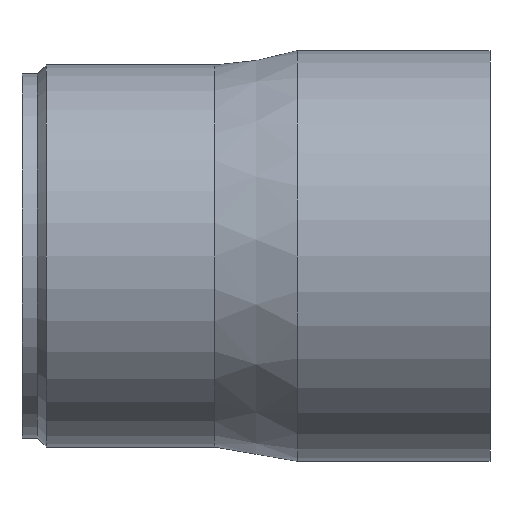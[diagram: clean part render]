
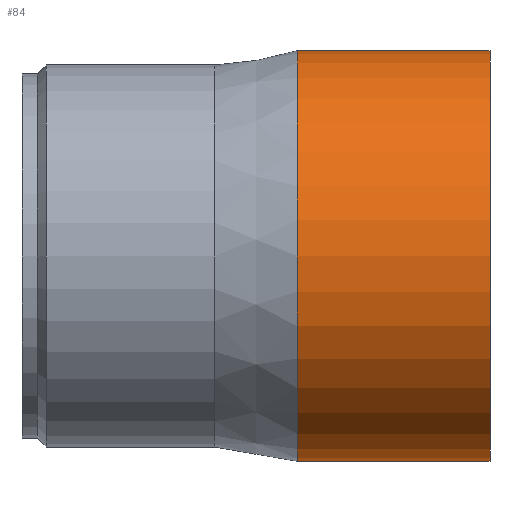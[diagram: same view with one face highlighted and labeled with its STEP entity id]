
A CAD part, front view. The second image highlights one B-rep face of the part: STEP entity #84.
In plain terms, the highlighted cylindrical face has radius 21.5 mm (diameter 43 mm), a full revolution.
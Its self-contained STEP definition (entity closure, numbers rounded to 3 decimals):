
#84 = ADVANCED_FACE( '', ( #116, #117 ), #118, .T. );
#116 = FACE_OUTER_BOUND( '', #155, .T. );
#117 = FACE_OUTER_BOUND( '', #156, .T. );
#118 = CYLINDRICAL_SURFACE( '', #157, 21.5 );
#155 = EDGE_LOOP( '', ( #212 ) );
#156 = EDGE_LOOP( '', ( #213 ) );
#157 = AXIS2_PLACEMENT_3D( '', #214, #215, #216 );
#212 = ORIENTED_EDGE( '', *, *, #242, .T. );
#213 = ORIENTED_EDGE( '', *, *, #241, .F. );
#214 = CARTESIAN_POINT( '', ( 20.2, 0., 0. ) );
#215 = DIRECTION( '', ( -1., 0., 0. ) );
#216 = DIRECTION( '', ( 0., 0., -1. ) );
#241 = EDGE_CURVE( '', #263, #263, #264, .T. );
#242 = EDGE_CURVE( '', #265, #265, #266, .T. );
#263 = VERTEX_POINT( '', #289 );
#264 = CIRCLE( '', #290, 21.5 );
#265 = VERTEX_POINT( '', #291 );
#266 = CIRCLE( '', #292, 21.5 );
#289 = CARTESIAN_POINT( '', ( 20.2, 0., -21.5 ) );
#290 = AXIS2_PLACEMENT_3D( '', #324, #325, #326 );
#291 = CARTESIAN_POINT( '', ( 0., 0., -21.5 ) );
#292 = AXIS2_PLACEMENT_3D( '', #327, #328, #329 );
#324 = CARTESIAN_POINT( '', ( 20.2, 0., 0. ) );
#325 = DIRECTION( '', ( 1., 0., 0. ) );
#326 = DIRECTION( '', ( 0., 0., -1. ) );
#327 = CARTESIAN_POINT( '', ( 0., 0., 0. ) );
#328 = DIRECTION( '', ( 1., 0., 0. ) );
#329 = DIRECTION( '', ( 0., 0., -1. ) );
